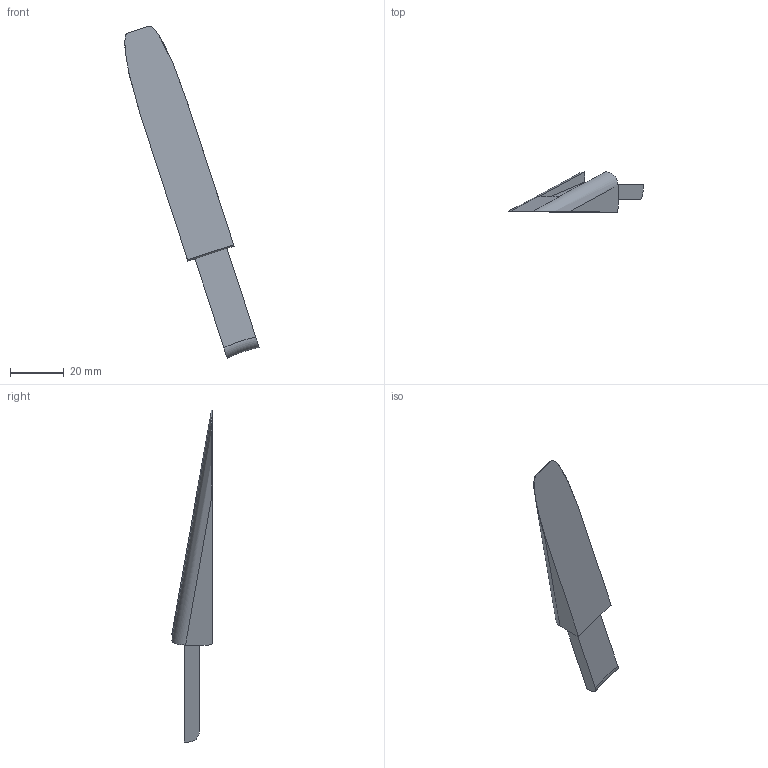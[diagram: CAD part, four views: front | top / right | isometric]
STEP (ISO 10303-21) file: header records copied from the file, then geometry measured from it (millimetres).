
FILE_DESCRIPTION(/* description */ (''),/* implementation_level */ '2;1');
FILE_NAME(/* name */ 'Pata1.step',/* time_stamp */ '2024-04-02T11:33:33-05:00',/* author */ (''),/* organization */ (''),/* preprocessor_version */ 'ST-DEVELOPER v20',/* originating_system */ 'Autodesk Translation Framework v12.20.1.177',/* authorisation */ '');
FILE_SCHEMA (('AUTOMOTIVE_DESIGN { 1 0 10303 214 3 1 1 }'));
Length unit declared in the file: millimetre
Products named in the file (1): Pata1
Bounding box: 49.89 x 14.94 x 123.32 mm (x, y, z)
Volume: 11279.4 mm3; surface area: 6146.8 mm2
Topology: 1 solids, 1 shells, 32 faces, 85 edges, 53 vertices
Faces by surface type: plane 17, cylinder 8, bspline 6, torus 1
Entity records: 1147 total; most frequent: CARTESIAN_POINT 319, ORIENTED_EDGE 166, DIRECTION 165, EDGE_CURVE 83, AXIS2_PLACEMENT_3D 57, VERTEX_POINT 53, LINE 51, VECTOR 51
